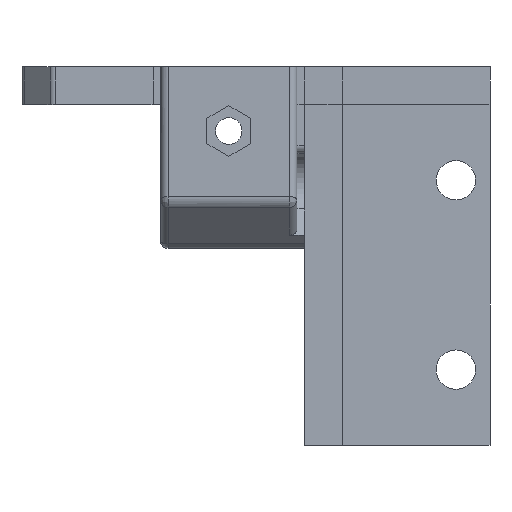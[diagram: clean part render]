
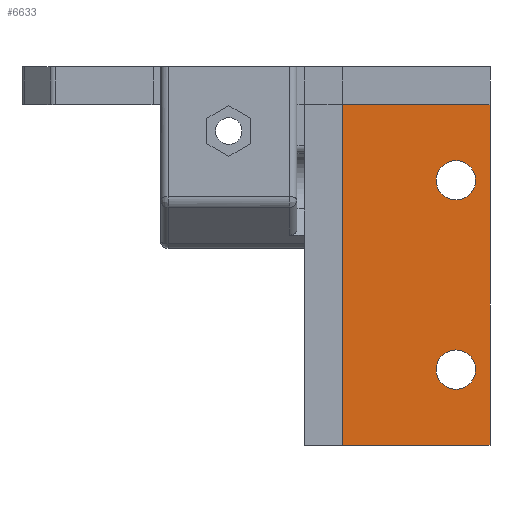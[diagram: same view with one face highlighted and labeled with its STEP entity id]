
A CAD part, left-side view. The second image highlights one B-rep face of the part: STEP entity #6633.
In plain terms, the highlighted planar face has unit normal (-1, 0, 0).
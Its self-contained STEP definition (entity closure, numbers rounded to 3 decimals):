
#2266 = PLANE('',#2267);
#2267 = AXIS2_PLACEMENT_3D('',#2268,#2269,#2270);
#2268 = CARTESIAN_POINT('',(0.,0.,-5.));
#2269 = DIRECTION('',(-0.,-1.,-0.));
#2270 = DIRECTION('',(1.,0.,0.));
#3377 = PLANE('',#3378);
#3378 = AXIS2_PLACEMENT_3D('',#3379,#3380,#3381);
#3379 = CARTESIAN_POINT('',(-3.37,-3.37,-50.));
#3380 = DIRECTION('',(0.,0.,1.));
#3381 = DIRECTION('',(1.,0.,0.));
#3636 = PLANE('',#3637);
#3637 = AXIS2_PLACEMENT_3D('',#3638,#3639,#3640);
#3638 = CARTESIAN_POINT('',(5.,-19.5,-5.));
#3639 = DIRECTION('',(-0.,-1.,-0.));
#3640 = DIRECTION('',(1.,0.,0.));
#3667 = CYLINDRICAL_SURFACE('',#3668,2.6);
#3668 = AXIS2_PLACEMENT_3D('',#3669,#3670,#3671);
#3669 = CARTESIAN_POINT('',(0.,-15.,-40.));
#3670 = DIRECTION('',(-1.,-0.,-0.));
#3671 = DIRECTION('',(-0.,-1.,-0.));
#3698 = CYLINDRICAL_SURFACE('',#3699,2.6);
#3699 = AXIS2_PLACEMENT_3D('',#3700,#3701,#3702);
#3700 = CARTESIAN_POINT('',(0.,-15.,-15.));
#3701 = DIRECTION('',(-1.,-0.,-0.));
#3702 = DIRECTION('',(-0.,-1.,-0.));
#3811 = VERTEX_POINT('',#3812);
#3812 = CARTESIAN_POINT('',(0.,-19.5,-5.));
#3847 = PLANE('',#3848);
#3848 = AXIS2_PLACEMENT_3D('',#3849,#3850,#3851);
#3849 = CARTESIAN_POINT('',(0.,-19.5,0.));
#3850 = DIRECTION('',(-1.,-0.,-0.));
#3851 = DIRECTION('',(0.,-1.,0.));
#5124 = VERTEX_POINT('',#5125);
#5125 = CARTESIAN_POINT('',(0.,0.,-5.));
#5151 = EDGE_CURVE('',#5124,#5152,#5154,.T.);
#5152 = VERTEX_POINT('',#5153);
#5153 = CARTESIAN_POINT('',(0.,0.,-50.));
#5154 = SURFACE_CURVE('',#5155,(#5159,#5166),.PCURVE_S1.);
#5155 = LINE('',#5156,#5157);
#5156 = CARTESIAN_POINT('',(0.,0.,-5.));
#5157 = VECTOR('',#5158,1.);
#5158 = DIRECTION('',(-0.,-0.,-1.));
#5159 = PCURVE('',#2266,#5160);
#5160 = DEFINITIONAL_REPRESENTATION('',(#5161),#5165);
#5161 = LINE('',#5162,#5163);
#5162 = CARTESIAN_POINT('',(0.,-0.));
#5163 = VECTOR('',#5164,1.);
#5164 = DIRECTION('',(-0.,-1.));
#5165 = ( GEOMETRIC_REPRESENTATION_CONTEXT(2) 
PARAMETRIC_REPRESENTATION_CONTEXT() REPRESENTATION_CONTEXT('2D SPACE',''
  ) );
#5166 = PCURVE('',#5167,#5172);
#5167 = PLANE('',#5168);
#5168 = AXIS2_PLACEMENT_3D('',#5169,#5170,#5171);
#5169 = CARTESIAN_POINT('',(0.,-19.5,-5.));
#5170 = DIRECTION('',(-1.,-0.,-0.));
#5171 = DIRECTION('',(0.,-1.,0.));
#5172 = DEFINITIONAL_REPRESENTATION('',(#5173),#5177);
#5173 = LINE('',#5174,#5175);
#5174 = CARTESIAN_POINT('',(-19.5,0.));
#5175 = VECTOR('',#5176,1.);
#5176 = DIRECTION('',(-0.,-1.));
#5177 = ( GEOMETRIC_REPRESENTATION_CONTEXT(2) 
PARAMETRIC_REPRESENTATION_CONTEXT() REPRESENTATION_CONTEXT('2D SPACE',''
  ) );
#6249 = VERTEX_POINT('',#6250);
#6250 = CARTESIAN_POINT('',(0.,-19.5,-50.));
#6271 = EDGE_CURVE('',#6249,#5152,#6272,.T.);
#6272 = SURFACE_CURVE('',#6273,(#6277,#6284),.PCURVE_S1.);
#6273 = LINE('',#6274,#6275);
#6274 = CARTESIAN_POINT('',(0.,-19.5,-50.));
#6275 = VECTOR('',#6276,1.);
#6276 = DIRECTION('',(0.,1.,0.));
#6277 = PCURVE('',#3377,#6278);
#6278 = DEFINITIONAL_REPRESENTATION('',(#6279),#6283);
#6279 = LINE('',#6280,#6281);
#6280 = CARTESIAN_POINT('',(3.37,-16.13));
#6281 = VECTOR('',#6282,1.);
#6282 = DIRECTION('',(0.,1.));
#6283 = ( GEOMETRIC_REPRESENTATION_CONTEXT(2) 
PARAMETRIC_REPRESENTATION_CONTEXT() REPRESENTATION_CONTEXT('2D SPACE',''
  ) );
#6284 = PCURVE('',#5167,#6285);
#6285 = DEFINITIONAL_REPRESENTATION('',(#6286),#6290);
#6286 = LINE('',#6287,#6288);
#6287 = CARTESIAN_POINT('',(-0.,-45.));
#6288 = VECTOR('',#6289,1.);
#6289 = DIRECTION('',(-1.,0.));
#6290 = ( GEOMETRIC_REPRESENTATION_CONTEXT(2) 
PARAMETRIC_REPRESENTATION_CONTEXT() REPRESENTATION_CONTEXT('2D SPACE',''
  ) );
#6381 = EDGE_CURVE('',#3811,#6249,#6382,.T.);
#6382 = SURFACE_CURVE('',#6383,(#6387,#6394),.PCURVE_S1.);
#6383 = LINE('',#6384,#6385);
#6384 = CARTESIAN_POINT('',(0.,-19.5,-5.));
#6385 = VECTOR('',#6386,1.);
#6386 = DIRECTION('',(-0.,-0.,-1.));
#6387 = PCURVE('',#3636,#6388);
#6388 = DEFINITIONAL_REPRESENTATION('',(#6389),#6393);
#6389 = LINE('',#6390,#6391);
#6390 = CARTESIAN_POINT('',(-5.,0.));
#6391 = VECTOR('',#6392,1.);
#6392 = DIRECTION('',(-0.,-1.));
#6393 = ( GEOMETRIC_REPRESENTATION_CONTEXT(2) 
PARAMETRIC_REPRESENTATION_CONTEXT() REPRESENTATION_CONTEXT('2D SPACE',''
  ) );
#6394 = PCURVE('',#5167,#6395);
#6395 = DEFINITIONAL_REPRESENTATION('',(#6396),#6400);
#6396 = LINE('',#6397,#6398);
#6397 = CARTESIAN_POINT('',(-0.,0.));
#6398 = VECTOR('',#6399,1.);
#6399 = DIRECTION('',(-0.,-1.));
#6400 = ( GEOMETRIC_REPRESENTATION_CONTEXT(2) 
PARAMETRIC_REPRESENTATION_CONTEXT() REPRESENTATION_CONTEXT('2D SPACE',''
  ) );
#6406 = EDGE_CURVE('',#6407,#6407,#6409,.T.);
#6407 = VERTEX_POINT('',#6408);
#6408 = CARTESIAN_POINT('',(0.,-17.6,-40.));
#6409 = SURFACE_CURVE('',#6410,(#6415,#6422),.PCURVE_S1.);
#6410 = CIRCLE('',#6411,2.6);
#6411 = AXIS2_PLACEMENT_3D('',#6412,#6413,#6414);
#6412 = CARTESIAN_POINT('',(0.,-15.,-40.));
#6413 = DIRECTION('',(1.,0.,0.));
#6414 = DIRECTION('',(0.,-1.,0.));
#6415 = PCURVE('',#3667,#6416);
#6416 = DEFINITIONAL_REPRESENTATION('',(#6417),#6421);
#6417 = LINE('',#6418,#6419);
#6418 = CARTESIAN_POINT('',(-0.,0.));
#6419 = VECTOR('',#6420,1.);
#6420 = DIRECTION('',(-1.,0.));
#6421 = ( GEOMETRIC_REPRESENTATION_CONTEXT(2) 
PARAMETRIC_REPRESENTATION_CONTEXT() REPRESENTATION_CONTEXT('2D SPACE',''
  ) );
#6422 = PCURVE('',#5167,#6423);
#6423 = DEFINITIONAL_REPRESENTATION('',(#6424),#6432);
#6424 = ( BOUNDED_CURVE() B_SPLINE_CURVE(2,(#6425,#6426,#6427,#6428,
#6429,#6430,#6431),.UNSPECIFIED.,.T.,.F.) B_SPLINE_CURVE_WITH_KNOTS((1,2
    ,2,2,2,1),(-2.094,0.,2.094,4.189,
6.283,8.378),.UNSPECIFIED.) CURVE() 
GEOMETRIC_REPRESENTATION_ITEM() RATIONAL_B_SPLINE_CURVE((1.,0.5,1.,0.5,
1.,0.5,1.)) REPRESENTATION_ITEM('') );
#6425 = CARTESIAN_POINT('',(-1.9,-35.));
#6426 = CARTESIAN_POINT('',(-1.9,-39.503));
#6427 = CARTESIAN_POINT('',(-5.8,-37.252));
#6428 = CARTESIAN_POINT('',(-9.7,-35.));
#6429 = CARTESIAN_POINT('',(-5.8,-32.748));
#6430 = CARTESIAN_POINT('',(-1.9,-30.497));
#6431 = CARTESIAN_POINT('',(-1.9,-35.));
#6432 = ( GEOMETRIC_REPRESENTATION_CONTEXT(2) 
PARAMETRIC_REPRESENTATION_CONTEXT() REPRESENTATION_CONTEXT('2D SPACE',''
  ) );
#6460 = EDGE_CURVE('',#6461,#6461,#6463,.T.);
#6461 = VERTEX_POINT('',#6462);
#6462 = CARTESIAN_POINT('',(0.,-17.6,-15.));
#6463 = SURFACE_CURVE('',#6464,(#6469,#6476),.PCURVE_S1.);
#6464 = CIRCLE('',#6465,2.6);
#6465 = AXIS2_PLACEMENT_3D('',#6466,#6467,#6468);
#6466 = CARTESIAN_POINT('',(0.,-15.,-15.));
#6467 = DIRECTION('',(1.,0.,0.));
#6468 = DIRECTION('',(0.,-1.,0.));
#6469 = PCURVE('',#3698,#6470);
#6470 = DEFINITIONAL_REPRESENTATION('',(#6471),#6475);
#6471 = LINE('',#6472,#6473);
#6472 = CARTESIAN_POINT('',(-0.,0.));
#6473 = VECTOR('',#6474,1.);
#6474 = DIRECTION('',(-1.,0.));
#6475 = ( GEOMETRIC_REPRESENTATION_CONTEXT(2) 
PARAMETRIC_REPRESENTATION_CONTEXT() REPRESENTATION_CONTEXT('2D SPACE',''
  ) );
#6476 = PCURVE('',#5167,#6477);
#6477 = DEFINITIONAL_REPRESENTATION('',(#6478),#6486);
#6478 = ( BOUNDED_CURVE() B_SPLINE_CURVE(2,(#6479,#6480,#6481,#6482,
#6483,#6484,#6485),.UNSPECIFIED.,.T.,.F.) B_SPLINE_CURVE_WITH_KNOTS((1,2
    ,2,2,2,1),(-2.094,0.,2.094,4.189,
6.283,8.378),.UNSPECIFIED.) CURVE() 
GEOMETRIC_REPRESENTATION_ITEM() RATIONAL_B_SPLINE_CURVE((1.,0.5,1.,0.5,
1.,0.5,1.)) REPRESENTATION_ITEM('') );
#6479 = CARTESIAN_POINT('',(-1.9,-10.));
#6480 = CARTESIAN_POINT('',(-1.9,-14.503));
#6481 = CARTESIAN_POINT('',(-5.8,-12.252));
#6482 = CARTESIAN_POINT('',(-9.7,-10.));
#6483 = CARTESIAN_POINT('',(-5.8,-7.748));
#6484 = CARTESIAN_POINT('',(-1.9,-5.497));
#6485 = CARTESIAN_POINT('',(-1.9,-10.));
#6486 = ( GEOMETRIC_REPRESENTATION_CONTEXT(2) 
PARAMETRIC_REPRESENTATION_CONTEXT() REPRESENTATION_CONTEXT('2D SPACE',''
  ) );
#6515 = EDGE_CURVE('',#3811,#5124,#6516,.T.);
#6516 = SURFACE_CURVE('',#6517,(#6521,#6528),.PCURVE_S1.);
#6517 = LINE('',#6518,#6519);
#6518 = CARTESIAN_POINT('',(0.,-19.5,-5.));
#6519 = VECTOR('',#6520,1.);
#6520 = DIRECTION('',(0.,1.,0.));
#6521 = PCURVE('',#3847,#6522);
#6522 = DEFINITIONAL_REPRESENTATION('',(#6523),#6527);
#6523 = LINE('',#6524,#6525);
#6524 = CARTESIAN_POINT('',(-0.,-5.));
#6525 = VECTOR('',#6526,1.);
#6526 = DIRECTION('',(-1.,0.));
#6527 = ( GEOMETRIC_REPRESENTATION_CONTEXT(2) 
PARAMETRIC_REPRESENTATION_CONTEXT() REPRESENTATION_CONTEXT('2D SPACE',''
  ) );
#6528 = PCURVE('',#5167,#6529);
#6529 = DEFINITIONAL_REPRESENTATION('',(#6530),#6534);
#6530 = LINE('',#6531,#6532);
#6531 = CARTESIAN_POINT('',(-0.,0.));
#6532 = VECTOR('',#6533,1.);
#6533 = DIRECTION('',(-1.,0.));
#6534 = ( GEOMETRIC_REPRESENTATION_CONTEXT(2) 
PARAMETRIC_REPRESENTATION_CONTEXT() REPRESENTATION_CONTEXT('2D SPACE',''
  ) );
#6633 = ADVANCED_FACE('',(#6634,#6640,#6643),#5167,.T.);
#6634 = FACE_BOUND('',#6635,.F.);
#6635 = EDGE_LOOP('',(#6636,#6637,#6638,#6639));
#6636 = ORIENTED_EDGE('',*,*,#6381,.T.);
#6637 = ORIENTED_EDGE('',*,*,#6271,.T.);
#6638 = ORIENTED_EDGE('',*,*,#5151,.F.);
#6639 = ORIENTED_EDGE('',*,*,#6515,.F.);
#6640 = FACE_BOUND('',#6641,.F.);
#6641 = EDGE_LOOP('',(#6642));
#6642 = ORIENTED_EDGE('',*,*,#6460,.F.);
#6643 = FACE_BOUND('',#6644,.F.);
#6644 = EDGE_LOOP('',(#6645));
#6645 = ORIENTED_EDGE('',*,*,#6406,.F.);
